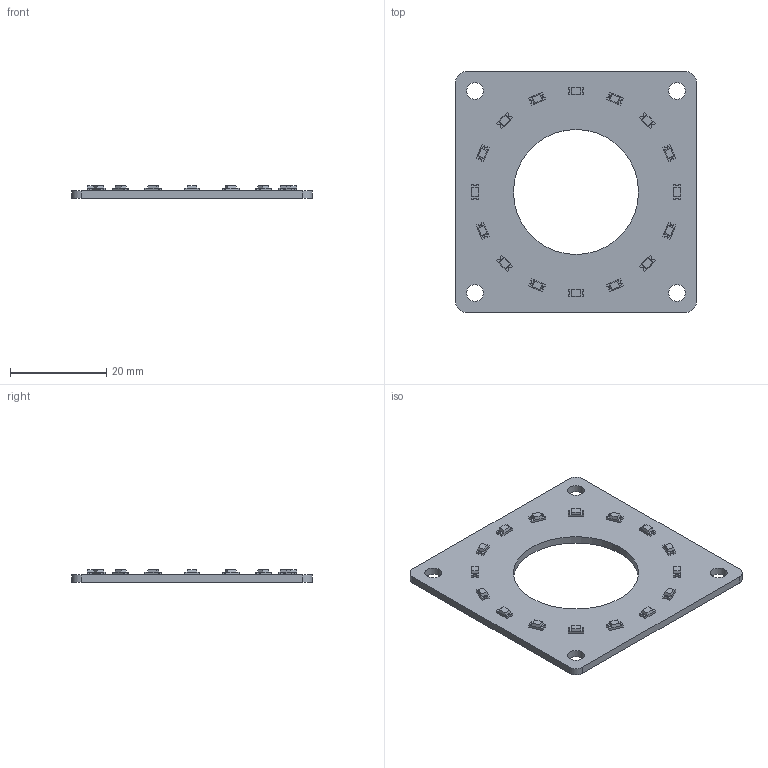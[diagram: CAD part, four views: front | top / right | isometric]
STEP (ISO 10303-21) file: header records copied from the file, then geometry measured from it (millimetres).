
FILE_DESCRIPTION(/* description */ ('Alibre Inc.'),/* implementation_level */ '2;1');
FILE_NAME(/* name */ 'export0',/* time_stamp */ '2015-07-05T22:59:08+12:00',/* author */ (''),/* organization */ (''),/* preprocessor_version */ 'ST-DEVELOPER v14',/* originating_system */ 'Alibre',/* authorisation */ '');
FILE_SCHEMA (('CONFIG_CONTROL_DESIGN'));
Length unit declared in the file: centimetre
Products named in the file (1): ID_1
Bounding box: 50 x 50 x 2.69 mm (x, y, z)
Volume: 3122.7 mm3; surface area: 4497.3 mm2
Topology: 1 solids, 1 shells, 255 faces, 647 edges, 410 vertices
Faces by surface type: plane 214, cylinder 41
Full cylindrical faces by diameter (mm): 3.5 x4, 26 x1
Entity records: 7057 total; most frequent: ORIENTED_EDGE 1284, CARTESIAN_POINT 1227, DIRECTION 940, EDGE_CURVE 642, VECTOR 496, LINE 496, VERTEX_POINT 410, AXIS2_PLACEMENT_3D 321
